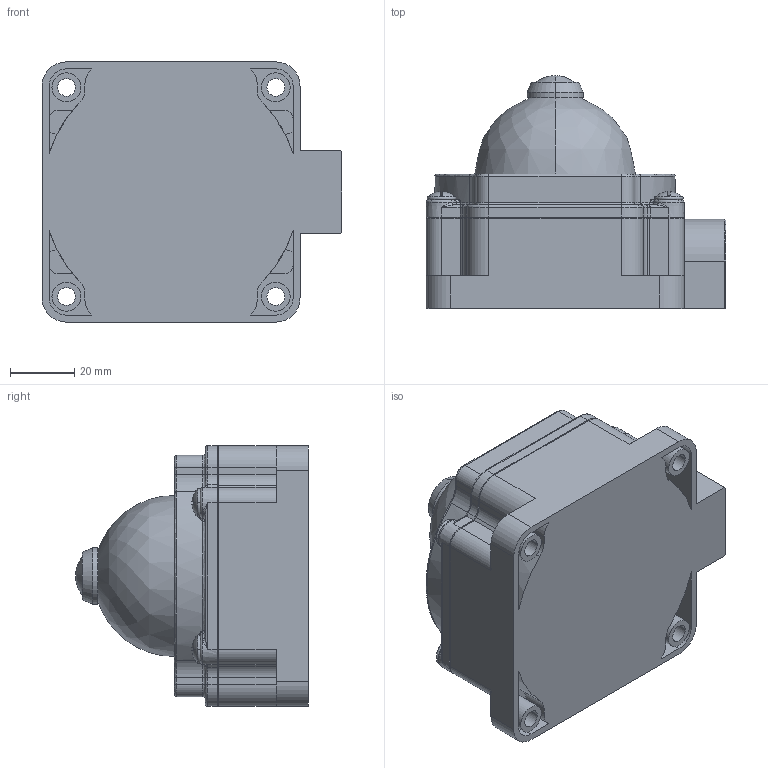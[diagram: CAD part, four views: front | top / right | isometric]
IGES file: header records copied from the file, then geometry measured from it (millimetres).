
Start section:  PTC IGES file: 144882.igs
Global section: file name: 144882.igs; native system: Pro/ENGINEER by Parametric Technology Corporation; preprocessor: 2006170; author: banengservice; organization: Unknown; date: 20090326.112110; units: inch
Bounding box: 93.14 x 72.32 x 80.85 mm (x, y, z)
Volume: 93387.3 mm3; surface area: 72792.8 mm2
Topology: 3 solids, 5 shells, 1061 faces, 2720 edges, 1734 vertices
Faces by surface type: bspline 595, revolution 466
